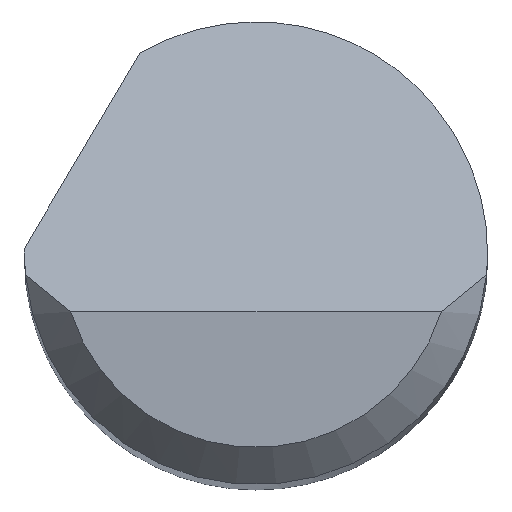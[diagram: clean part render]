
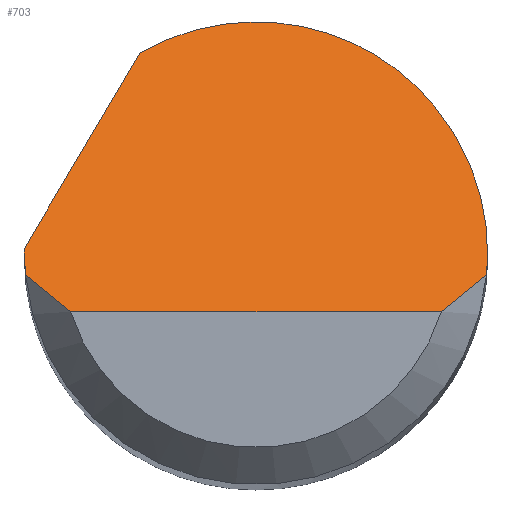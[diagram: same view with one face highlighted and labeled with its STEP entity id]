
A CAD part, top view. The second image highlights one B-rep face of the part: STEP entity #703.
In plain terms, the highlighted planar face has unit normal (0, 0.707, 0.707).
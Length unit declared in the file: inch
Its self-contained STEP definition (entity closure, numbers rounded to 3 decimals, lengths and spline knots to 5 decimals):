
#8 = CARTESIAN_POINT ( 'NONE',  ( 0., -0.02375, 2. ) ) ;
#12 = EDGE_CURVE ( 'NONE', #70, #348, #477, .T. ) ;
#14 = CARTESIAN_POINT ( 'NONE',  ( -0.0471, 0.08106, 1.89519 ) ) ;
#42 = CARTESIAN_POINT ( 'NONE',  ( -0.07508, -0.02375, 2. ) ) ;
#51 = CARTESIAN_POINT ( 'NONE',  ( -0.10667, -0.01994, 1.99619 ) ) ;
#53 = CARTESIAN_POINT ( 'NONE',  ( -0.09334, -0.00875, 1.985 ) ) ;
#61 = LINE ( 'NONE', #8, #293 ) ;
#65 = CARTESIAN_POINT ( 'NONE',  ( 0.02324, 0.12193, 1.85432 ) ) ;
#70 = VERTEX_POINT ( 'NONE', #736 ) ;
#79 = AXIS2_PLACEMENT_3D ( 'NONE', #296, #301, #365 ) ;
#105 = CARTESIAN_POINT ( 'NONE',  ( -0.09374, 0.00133, 1.97492 ) ) ;
#108 = CARTESIAN_POINT ( 'NONE',  ( -0.09375, 0.00067, 1.97558 ) ) ;
#111 = CARTESIAN_POINT ( 'NONE',  ( -0.09375, -0.00292, 1.97917 ) ) ;
#115 = ORIENTED_EDGE ( 'NONE', *, *, #12, .F. ) ;
#138 = CARTESIAN_POINT ( 'NONE',  ( 0.09375, 0.08136, 1.89489 ) ) ;
#161 = VECTOR ( 'NONE', #280, 39.37008 ) ;
#174 = CARTESIAN_POINT ( 'NONE',  ( 0.09361, -0.00584, 1.98209 ) ) ;
#181 = CARTESIAN_POINT ( 'NONE',  ( -0.09375, 0., 1.97625 ) ) ;
#188 = VERTEX_POINT ( 'NONE', #456 ) ;
#205 = CARTESIAN_POINT ( 'NONE',  ( 0.09334, -0.00875, 1.985 ) ) ;
#209 = EDGE_CURVE ( 'NONE', #188, #70, #495, .T. ) ;
#233 = FACE_OUTER_BOUND ( 'NONE', #530, .T. ) ;
#239 = VERTEX_POINT ( 'NONE', #691 ) ;
#262 = EDGE_CURVE ( 'NONE', #239, #498, #672, .T. ) ;
#269 =( BOUNDED_CURVE ( )  B_SPLINE_CURVE ( 3, ( #701, #465, #174, #761 ),
 .UNSPECIFIED., .F., .T. ) 
 B_SPLINE_CURVE_WITH_KNOTS ( ( 4, 4 ),
 ( 1.5708, 1.66427 ),
 .UNSPECIFIED. ) 
 CURVE ( )  GEOMETRIC_REPRESENTATION_ITEM ( )  RATIONAL_B_SPLINE_CURVE ( ( 1., 0.999, 0.999, 1. ) ) 
 REPRESENTATION_ITEM ( '' )  );
#278 = ORIENTED_EDGE ( 'NONE', *, *, #262, .T. ) ;
#280 = DIRECTION ( 'NONE',  ( 0.385, 0.653, -0.653 ) ) ;
#281 = CARTESIAN_POINT ( 'NONE',  ( 0.07508, -0.02375, 2. ) ) ;
#282 = ORIENTED_EDGE ( 'NONE', *, *, #741, .T. ) ;
#289 = ORIENTED_EDGE ( 'NONE', *, *, #297, .F. ) ;
#293 = VECTOR ( 'NONE', #665, 39.37008 ) ;
#296 = CARTESIAN_POINT ( 'NONE',  ( -0.09375, -0.02375, 2. ) ) ;
#297 = EDGE_CURVE ( 'NONE', #412, #596, #269, .T. ) ;
#301 = DIRECTION ( 'NONE',  ( 0., -0.707, -0.707 ) ) ;
#330 = CARTESIAN_POINT ( 'NONE',  ( 0.07508, -0.02375, 2. ) ) ;
#331 = CARTESIAN_POINT ( 'NONE',  ( -0.08157, -0.019, 1.99525 ) ) ;
#347 = EDGE_CURVE ( 'NONE', #239, #188, #623, .T. ) ;
#348 = VERTEX_POINT ( 'NONE', #354 ) ;
#354 = CARTESIAN_POINT ( 'NONE',  ( -0.0471, 0.08106, 1.89519 ) ) ;
#365 = DIRECTION ( 'NONE',  ( 0., 0.707, -0.707 ) ) ;
#390 = CARTESIAN_POINT ( 'NONE',  ( -0.09334, -0.00875, 1.985 ) ) ;
#397 = CARTESIAN_POINT ( 'NONE',  ( -0.09361, -0.00584, 1.98209 ) ) ;
#412 = VERTEX_POINT ( 'NONE', #618 ) ;
#436 = EDGE_CURVE ( 'NONE', #592, #596, #632, .T. ) ;
#443 = CARTESIAN_POINT ( 'NONE',  ( 0.08761, -0.01397, 1.99022 ) ) ;
#455 = CARTESIAN_POINT ( 'NONE',  ( -0.09375, 0., 1.97625 ) ) ;
#456 = CARTESIAN_POINT ( 'NONE',  ( -0.09375, 0., 1.97625 ) ) ;
#465 = CARTESIAN_POINT ( 'NONE',  ( 0.09375, -0.00292, 1.97917 ) ) ;
#466 = ORIENTED_EDGE ( 'NONE', *, *, #209, .F. ) ;
#477 = LINE ( 'NONE', #51, #161 ) ;
#478 = PLANE ( 'NONE',  #79 ) ;
#495 =( BOUNDED_CURVE ( )  B_SPLINE_CURVE ( 3, ( #455, #108, #105, #630 ),
 .UNSPECIFIED., .F., .T. ) 
 B_SPLINE_CURVE_WITH_KNOTS ( ( 4, 4 ),
 ( 4.71239, 4.73372 ),
 .UNSPECIFIED. ) 
 CURVE ( )  GEOMETRIC_REPRESENTATION_ITEM ( )  RATIONAL_B_SPLINE_CURVE ( ( 1., 1., 1., 1. ) ) 
 REPRESENTATION_ITEM ( '' )  );
#498 = VERTEX_POINT ( 'NONE', #689 ) ;
#509 = CARTESIAN_POINT ( 'NONE',  ( 0.08157, -0.019, 1.99525 ) ) ;
#526 = CARTESIAN_POINT ( 'NONE',  ( 0.09334, -0.00875, 1.985 ) ) ;
#530 = EDGE_LOOP ( 'NONE', ( #282, #727, #289, #605, #115, #466, #578, #278 ) ) ;
#578 = ORIENTED_EDGE ( 'NONE', *, *, #347, .F. ) ;
#592 = VERTEX_POINT ( 'NONE', #281 ) ;
#596 = VERTEX_POINT ( 'NONE', #526 ) ;
#599 = CARTESIAN_POINT ( 'NONE',  ( 0.09375, 0., 1.97625 ) ) ;
#605 = ORIENTED_EDGE ( 'NONE', *, *, #674, .F. ) ;
#618 = CARTESIAN_POINT ( 'NONE',  ( 0.09375, 0., 1.97625 ) ) ;
#623 =( BOUNDED_CURVE ( )  B_SPLINE_CURVE ( 3, ( #53, #397, #111, #181 ),
 .UNSPECIFIED., .F., .T. ) 
 B_SPLINE_CURVE_WITH_KNOTS ( ( 4, 4 ),
 ( 4.61892, 4.71239 ),
 .UNSPECIFIED. ) 
 CURVE ( )  GEOMETRIC_REPRESENTATION_ITEM ( )  RATIONAL_B_SPLINE_CURVE ( ( 1., 0.999, 0.999, 1. ) ) 
 REPRESENTATION_ITEM ( '' )  );
#624 = CARTESIAN_POINT ( 'NONE',  ( -0.08761, -0.01397, 1.99022 ) ) ;
#630 = CARTESIAN_POINT ( 'NONE',  ( -0.09373, 0.002, 1.97425 ) ) ;
#632 = B_SPLINE_CURVE_WITH_KNOTS ( 'NONE', 3,
 ( #330, #509, #443, #205 ),
 .UNSPECIFIED., .F., .F.,
 ( 4, 4 ),
 ( 0., 0.00071 ),
 .UNSPECIFIED. ) ;
#651 =( BOUNDED_CURVE ( )  B_SPLINE_CURVE ( 3, ( #14, #65, #138, #599 ),
 .UNSPECIFIED., .F., .T. ) 
 B_SPLINE_CURVE_WITH_KNOTS ( ( 4, 4 ),
 ( 5.75677, 7.85398 ),
 .UNSPECIFIED. ) 
 CURVE ( )  GEOMETRIC_REPRESENTATION_ITEM ( )  RATIONAL_B_SPLINE_CURVE ( ( 1., 0.666, 0.666, 1. ) ) 
 REPRESENTATION_ITEM ( '' )  );
#665 = DIRECTION ( 'NONE',  ( 1., 0., 0. ) ) ;
#672 = B_SPLINE_CURVE_WITH_KNOTS ( 'NONE', 3,
 ( #390, #624, #331, #42 ),
 .UNSPECIFIED., .F., .F.,
 ( 4, 4 ),
 ( 0., 0.00071 ),
 .UNSPECIFIED. ) ;
#674 = EDGE_CURVE ( 'NONE', #348, #412, #651, .T. ) ;
#689 = CARTESIAN_POINT ( 'NONE',  ( -0.07508, -0.02375, 2. ) ) ;
#691 = CARTESIAN_POINT ( 'NONE',  ( -0.09334, -0.00875, 1.985 ) ) ;
#701 = CARTESIAN_POINT ( 'NONE',  ( 0.09375, 0., 1.97625 ) ) ;
#703 = ADVANCED_FACE ( 'NONE', ( #233 ), #478, .F. ) ;
#727 = ORIENTED_EDGE ( 'NONE', *, *, #436, .T. ) ;
#736 = CARTESIAN_POINT ( 'NONE',  ( -0.09373, 0.002, 1.97425 ) ) ;
#741 = EDGE_CURVE ( 'NONE', #498, #592, #61, .T. ) ;
#761 = CARTESIAN_POINT ( 'NONE',  ( 0.09334, -0.00875, 1.985 ) ) ;
